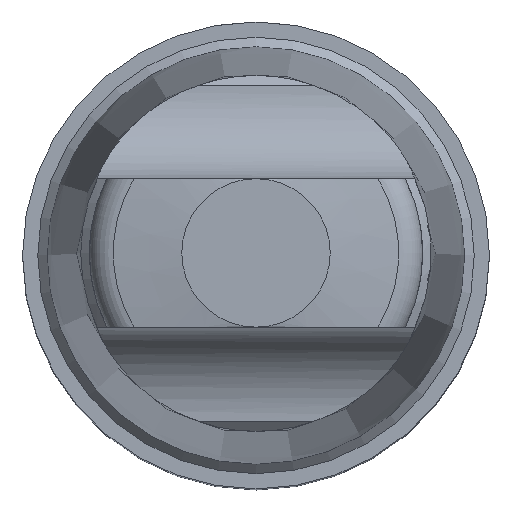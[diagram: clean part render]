
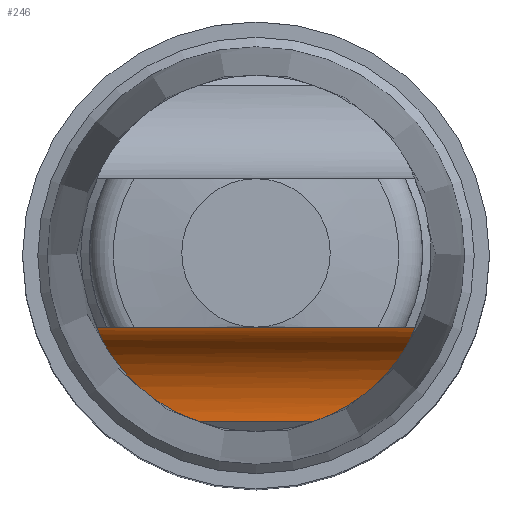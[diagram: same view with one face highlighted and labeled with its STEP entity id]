
A CAD part, top view. The second image highlights one B-rep face of the part: STEP entity #246.
In plain terms, the highlighted cylindrical face has radius 10 mm (diameter 20 mm), a partial arc.
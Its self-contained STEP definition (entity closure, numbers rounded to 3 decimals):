
#124=EDGE_CURVE('240[2]',#321,#322,#323,.T.);
#146=EDGE_CURVE('240[2]',#354,#322,#355,.T.);
#221=EDGE_CURVE('240[2]',#321,#357,#457,.T.);
#246=ADVANCED_FACE('240[2]',(#488),#489,.F.);
#257=EDGE_CURVE('240[2]',#357,#354,#501,.T.);
#321=VERTEX_POINT('',#710);
#322=VERTEX_POINT('',#711);
#323=LINE('',#712,#713);
#354=VERTEX_POINT('',#754);
#355=B_SPLINE_CURVE_WITH_KNOTS('',3,(#755,#756,#757,#758,#759,#760,#761,#762,#763,#764,#765,#766,#767,#768,#769,#770,#771,#772,#773,#774,#775,#776,#777,#778,#779,#780),.UNSPECIFIED.,.F.,.F.,(4,2,2,2,2,2,2,2,2,2,2,2,4),(76.257,76.369,78.46,80.551,82.643,84.734,85.909,87.083,88.257,89.431,92.606,95.781,96.19),.UNSPECIFIED.);
#357=VERTEX_POINT('',#783);
#457=B_SPLINE_CURVE_WITH_KNOTS('',3,(#1216,#1217,#1218,#1219,#1220,#1221,#1222,#1223,#1224,#1225,#1226,#1227,#1228,#1229,#1230,#1231,#1232,#1233,#1234,#1235,#1236,#1237,#1238,#1239,#1240,#1241),.UNSPECIFIED.,.F.,.F.,(4,2,2,2,2,2,2,2,2,2,2,2,4),(5.94,6.349,9.524,12.699,13.873,15.047,16.222,17.396,19.487,21.579,23.67,25.762,25.873),.UNSPECIFIED.);
#488=FACE_OUTER_BOUND('',#1327,.T.);
#489=CYLINDRICAL_SURFACE('',#1328,10.0);
#501=LINE('',#1379,#1380);
#710=CARTESIAN_POINT('',(-6.087,-18.029,120.5));
#711=CARTESIAN_POINT('',(6.087,-18.029,120.5));
#712=CARTESIAN_POINT('',(-91.0,-18.029,120.5));
#713=VECTOR('',#1441,1.0);
#754=CARTESIAN_POINT('',(16.998,-7.95,130.5));
#755=CARTESIAN_POINT('',(16.998,-7.95,130.5));
#756=CARTESIAN_POINT('',(17.,-7.95,130.463));
#757=CARTESIAN_POINT('',(17.001,-7.95,130.426));
#758=CARTESIAN_POINT('',(17.018,-7.958,129.692));
#759=CARTESIAN_POINT('',(17.001,-8.041,128.977));
#760=CARTESIAN_POINT('',(16.887,-8.36,127.575));
#761=CARTESIAN_POINT('',(16.79,-8.598,126.888));
#762=CARTESIAN_POINT('',(16.504,-9.205,125.598));
#763=CARTESIAN_POINT('',(16.314,-9.575,124.993));
#764=CARTESIAN_POINT('',(15.836,-10.399,123.909));
#765=CARTESIAN_POINT('',(15.547,-10.852,123.429));
#766=CARTESIAN_POINT('',(15.034,-11.57,122.792));
#767=CARTESIAN_POINT('',(14.827,-11.846,122.572));
#768=CARTESIAN_POINT('',(14.37,-12.412,122.166));
#769=CARTESIAN_POINT('',(14.121,-12.703,121.98));
#770=CARTESIAN_POINT('',(13.591,-13.281,121.651));
#771=CARTESIAN_POINT('',(13.31,-13.568,121.506));
#772=CARTESIAN_POINT('',(12.734,-14.119,121.258));
#773=CARTESIAN_POINT('',(12.438,-14.383,121.154));
#774=CARTESIAN_POINT('',(11.356,-15.293,120.834));
#775=CARTESIAN_POINT('',(10.474,-15.919,120.693));
#776=CARTESIAN_POINT('',(8.573,-17.023,120.527));
#777=CARTESIAN_POINT('',(7.553,-17.502,120.503));
#778=CARTESIAN_POINT('',(6.361,-17.935,120.5));
#779=CARTESIAN_POINT('',(6.224,-17.983,120.5));
#780=CARTESIAN_POINT('',(6.087,-18.029,120.5));
#783=CARTESIAN_POINT('',(-16.998,-7.95,130.5));
#1216=CARTESIAN_POINT('',(-6.087,-18.029,120.5));
#1217=CARTESIAN_POINT('',(-6.224,-17.983,120.5));
#1218=CARTESIAN_POINT('',(-6.361,-17.935,120.5));
#1219=CARTESIAN_POINT('',(-7.553,-17.502,120.503));
#1220=CARTESIAN_POINT('',(-8.573,-17.023,120.527));
#1221=CARTESIAN_POINT('',(-10.474,-15.919,120.693));
#1222=CARTESIAN_POINT('',(-11.356,-15.293,120.834));
#1223=CARTESIAN_POINT('',(-12.438,-14.383,121.154));
#1224=CARTESIAN_POINT('',(-12.734,-14.119,121.258));
#1225=CARTESIAN_POINT('',(-13.31,-13.568,121.506));
#1226=CARTESIAN_POINT('',(-13.591,-13.281,121.651));
#1227=CARTESIAN_POINT('',(-14.121,-12.703,121.98));
#1228=CARTESIAN_POINT('',(-14.37,-12.412,122.166));
#1229=CARTESIAN_POINT('',(-14.827,-11.846,122.572));
#1230=CARTESIAN_POINT('',(-15.034,-11.57,122.792));
#1231=CARTESIAN_POINT('',(-15.547,-10.852,123.429));
#1232=CARTESIAN_POINT('',(-15.836,-10.399,123.909));
#1233=CARTESIAN_POINT('',(-16.314,-9.575,124.993));
#1234=CARTESIAN_POINT('',(-16.504,-9.205,125.598));
#1235=CARTESIAN_POINT('',(-16.79,-8.598,126.888));
#1236=CARTESIAN_POINT('',(-16.887,-8.36,127.575));
#1237=CARTESIAN_POINT('',(-17.001,-8.041,128.977));
#1238=CARTESIAN_POINT('',(-17.018,-7.958,129.692));
#1239=CARTESIAN_POINT('',(-17.001,-7.95,130.426));
#1240=CARTESIAN_POINT('',(-17.,-7.95,130.463));
#1241=CARTESIAN_POINT('',(-16.998,-7.95,130.5));
#1327=EDGE_LOOP('',(#1615,#1616,#1617,#1618));
#1328=AXIS2_PLACEMENT_3D('',#1619,#1620,#1621);
#1379=CARTESIAN_POINT('',(-91.0,-7.95,130.5));
#1380=VECTOR('',#1633,1.0);
#1441=DIRECTION('',(1.0,0.,0.));
#1615=ORIENTED_EDGE('',*,*,#146,.F.);
#1616=ORIENTED_EDGE('',*,*,#257,.F.);
#1617=ORIENTED_EDGE('',*,*,#221,.F.);
#1618=ORIENTED_EDGE('',*,*,#124,.T.);
#1619=CARTESIAN_POINT('',(-91.0,-17.95,130.5));
#1620=DIRECTION('',(-1.0,0.,0.));
#1621=DIRECTION('',(0.,0.,-1.0));
#1633=DIRECTION('',(1.0,0.,0.));
